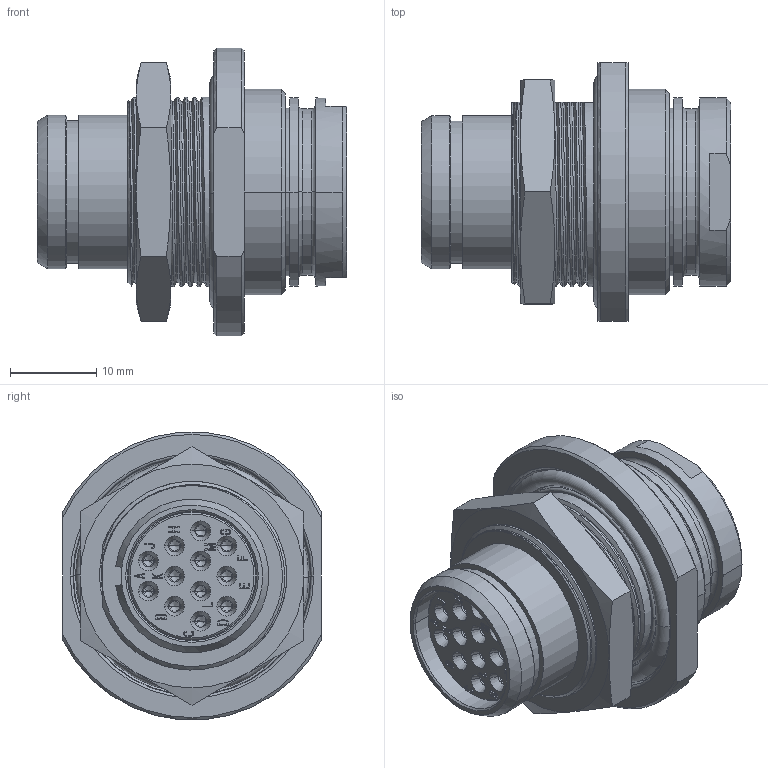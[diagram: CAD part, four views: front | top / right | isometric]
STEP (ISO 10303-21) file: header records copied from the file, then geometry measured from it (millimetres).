
FILE_DESCRIPTION((''),'2;1');
FILE_NAME('1332EVR212FS','2024-07-26T11:12:52',('paultorloting'),('NET AG system integration'),'CREO PARAMETRIC BY PTC INC, 2021404','CREO PARAMETRIC BY PTC INC, 2021404','');
FILE_SCHEMA(('AUTOMOTIVE_DESIGN { 1 0 10303 214 1 1 1 1 }'));
Products named in the file (1): 1332EVR212FS
Bounding box: 35.9 x 30 x 33.38 mm (x, y, z)
Volume: 10422 mm3; surface area: 14335.5 mm2
Topology: 1 solids, 1 shells, 1473 faces, 3984 edges, 2541 vertices
Faces by surface type: plane 743, cylinder 356, cone 152, torus 120, bspline 102
Entity records: 64063 total; most frequent: CARTESIAN_POINT 17610, ORIENTED_EDGE 7920, DIRECTION 7767, EDGE_CURVE 3960, AXIS2_PLACEMENT_3D 2882, VERTEX_POINT 2541, VECTOR 2000, LINE 2000
